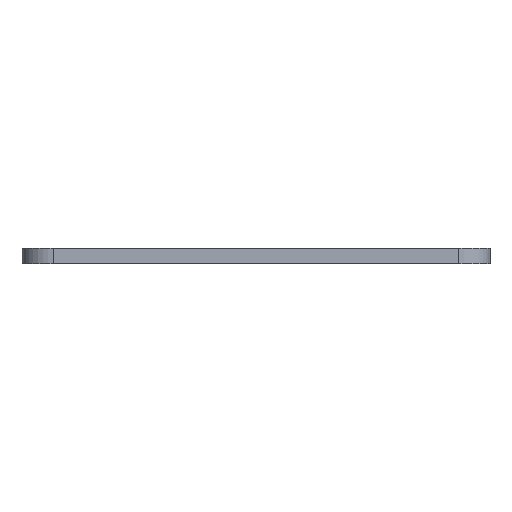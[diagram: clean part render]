
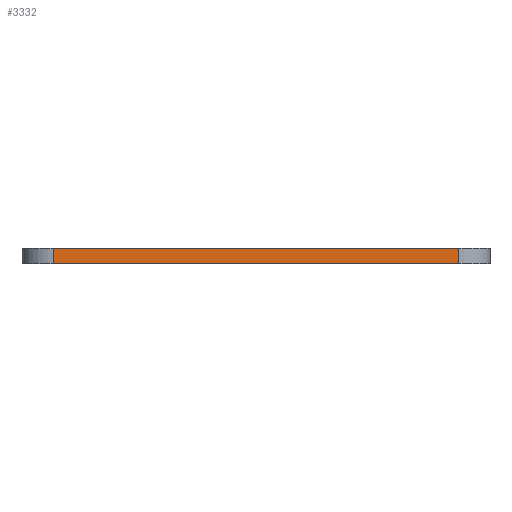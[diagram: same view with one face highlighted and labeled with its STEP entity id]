
A CAD part, left-side view. The second image highlights one B-rep face of the part: STEP entity #3332.
In plain terms, the highlighted planar face has unit normal (-1, 0, 0).
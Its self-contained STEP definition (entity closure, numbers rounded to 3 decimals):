
#294=FACE_OUTER_BOUND('',#480,.T.);
#480=EDGE_LOOP('',(#2591,#2592,#2593,#2594));
#643=LINE('',#4888,#991);
#730=LINE('',#5230,#1078);
#835=LINE('',#5600,#1183);
#836=LINE('',#5601,#1184);
#991=VECTOR('',#3851,10.);
#1078=VECTOR('',#4108,10.);
#1183=VECTOR('',#4407,10.);
#1184=VECTOR('',#4408,10.);
#1339=VERTEX_POINT('',#4886);
#1340=VERTEX_POINT('',#4887);
#1509=VERTEX_POINT('',#5228);
#1510=VERTEX_POINT('',#5229);
#1683=EDGE_CURVE('',#1339,#1340,#643,.T.);
#1854=EDGE_CURVE('',#1509,#1510,#730,.T.);
#2043=EDGE_CURVE('',#1339,#1509,#835,.T.);
#2044=EDGE_CURVE('',#1510,#1340,#836,.T.);
#2591=ORIENTED_EDGE('',*,*,#1854,.F.);
#2592=ORIENTED_EDGE('',*,*,#2043,.F.);
#2593=ORIENTED_EDGE('',*,*,#1683,.T.);
#2594=ORIENTED_EDGE('',*,*,#2044,.F.);
#3236=PLANE('',#3682);
#3332=ADVANCED_FACE('',(#294),#3236,.T.);
#3682=AXIS2_PLACEMENT_3D('',#5599,#4405,#4406);
#3851=DIRECTION('',(0.,1.,0.));
#4108=DIRECTION('',(0.,1.,0.));
#4405=DIRECTION('center_axis',(-1.,0.,0.));
#4406=DIRECTION('ref_axis',(0.,0.,1.));
#4407=DIRECTION('',(0.,0.,-1.));
#4408=DIRECTION('',(0.,0.,1.));
#4886=CARTESIAN_POINT('',(-15.,-13.,1.));
#4887=CARTESIAN_POINT('',(-15.,13.,1.));
#4888=CARTESIAN_POINT('',(-15.,4.6,1.));
#5228=CARTESIAN_POINT('',(-15.,-13.,0.));
#5229=CARTESIAN_POINT('',(-15.,13.,0.));
#5230=CARTESIAN_POINT('',(-15.,4.6,0.));
#5599=CARTESIAN_POINT('Origin',(-15.,-15.,0.));
#5600=CARTESIAN_POINT('',(-15.,-13.,0.));
#5601=CARTESIAN_POINT('',(-15.,13.,0.));
